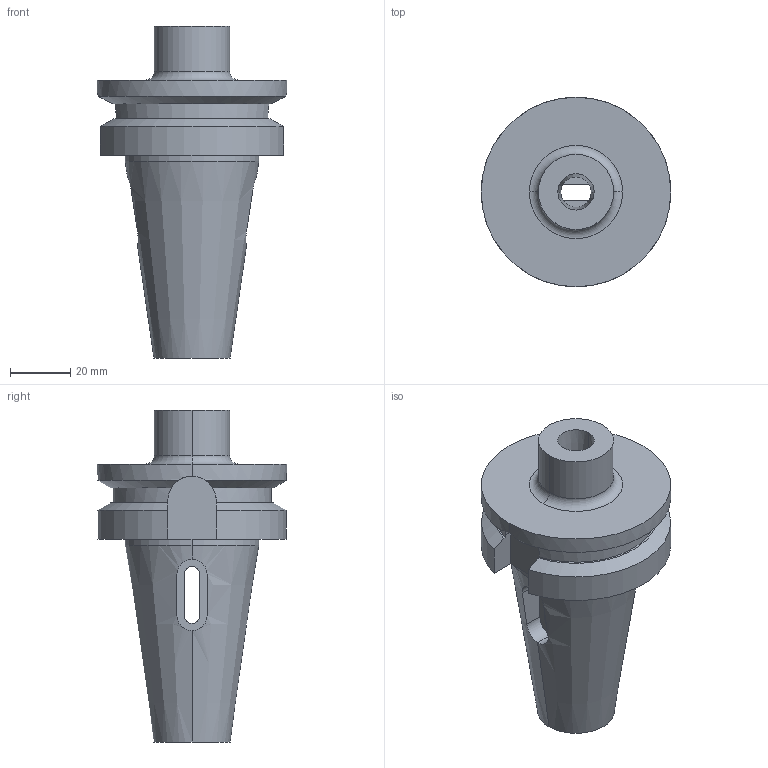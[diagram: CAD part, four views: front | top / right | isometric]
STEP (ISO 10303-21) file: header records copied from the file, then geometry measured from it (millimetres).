
FILE_DESCRIPTION (( 'STEP AP203' ), '1' );
FILE_NAME ('STP-5011-465-001-045-0(17011).STEP', '2021-06-23T03:34:35', ( '' ), ( '' ), 'SwSTEP 2.0', 'SolidWorks 2017', '' );
FILE_SCHEMA (( 'CONFIG_CONTROL_DESIGN' ));
Length unit declared in the file: millimetre
Products named in the file (1): STP-5011-465-001-045-0(17011)
Bounding box: 63 x 63 x 110.4 mm (x, y, z)
Volume: 124153.1 mm3; surface area: 25447.9 mm2
Topology: 1 solids, 1 shells, 72 faces, 192 edges, 125 vertices
Faces by surface type: cylinder 33, plane 27, cone 10, torus 2
Entity records: 2684 total; most frequent: CARTESIAN_POINT 812, ORIENTED_EDGE 384, DIRECTION 365, EDGE_CURVE 192, AXIS2_PLACEMENT_3D 138, VERTEX_POINT 125, VECTOR 89, LINE 89
